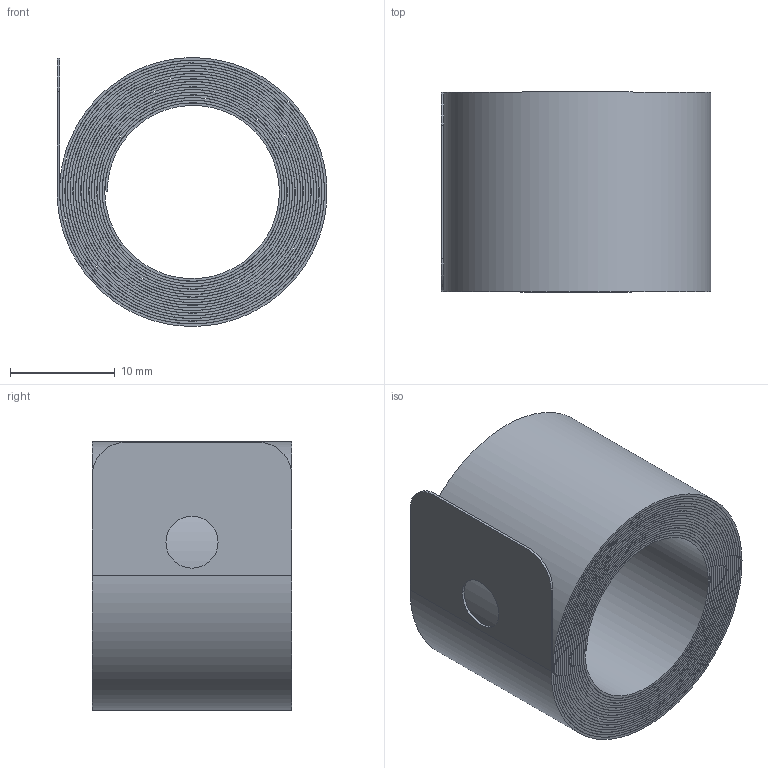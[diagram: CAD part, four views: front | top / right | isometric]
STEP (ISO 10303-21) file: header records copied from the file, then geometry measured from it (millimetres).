
FILE_DESCRIPTION (( 'STEP AP214' ), '1' );
FILE_NAME ('WCP-0439.STEP', '2021-12-03T23:12:09', ( '' ), ( '' ), 'SwSTEP 2.0', 'SolidWorks 2020', '' );
FILE_SCHEMA (( 'AUTOMOTIVE_DESIGN' ));
Length unit declared in the file: inch
Products named in the file (1): WCP-0439
Bounding box: 25.77 x 19.05 x 25.64 mm (x, y, z)
Volume: 5554.8 mm3; surface area: 46458 mm2
Topology: 1 solids, 1 shells, 12 faces, 30 edges, 20 vertices
Faces by surface type: plane 6, cylinder 4, bspline 2
Entity records: 7042 total; most frequent: CARTESIAN_POINT 6713, ORIENTED_EDGE 60, DIRECTION 56, EDGE_CURVE 30, VERTEX_POINT 20, AXIS2_PLACEMENT_3D 19, VECTOR 18, LINE 18
